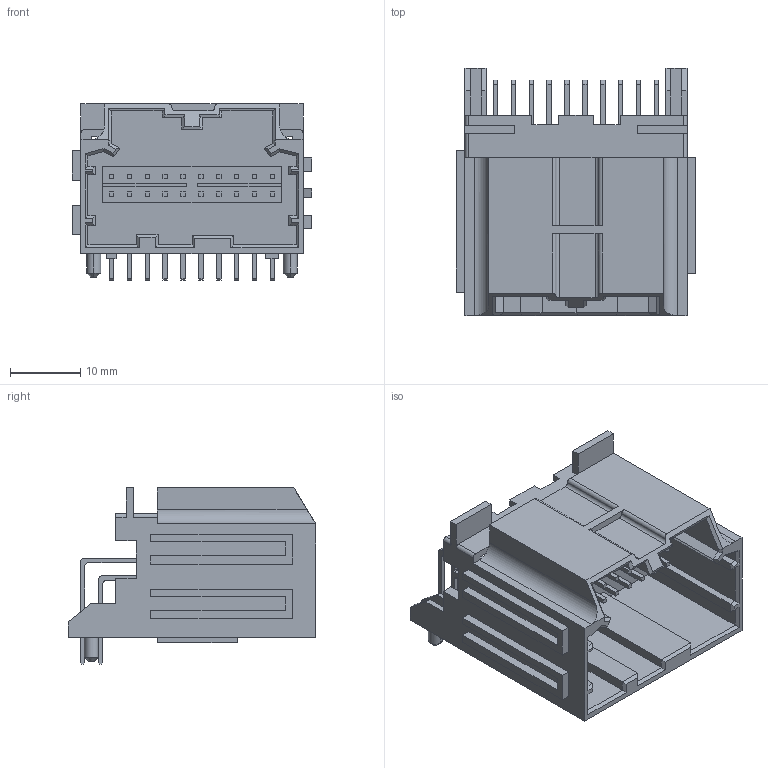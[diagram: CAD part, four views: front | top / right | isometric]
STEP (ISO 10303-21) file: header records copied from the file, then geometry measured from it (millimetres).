
FILE_DESCRIPTION (( 'STEP AP214' ), '1' );
FILE_NAME ('CONN-TH_346910200.step', '2022-08-03T16:47:37', ( '' ), ( '' ), 'SwSTEP 2.0', 'SolidWorks 2020', '' );
FILE_SCHEMA (( 'AUTOMOTIVE_DESIGN' ));
Length unit declared in the file: millimetre
Products named in the file (1): CONN-TH_346910200
Bounding box: 34.03 x 35.17 x 25.06 mm (x, y, z)
Volume: 6530.3 mm3; surface area: 8719.4 mm2
Topology: 14 solids, 14 shells, 853 faces, 2272 edges, 1498 vertices
Faces by surface type: plane 677, bspline 114, cylinder 58, cone 4
Entity records: 32838 total; most frequent: CARTESIAN_POINT 7004, ORIENTED_EDGE 4544, DIRECTION 3634, EDGE_CURVE 2272, VECTOR 1914, LINE 1914, VERTEX_POINT 1498, EDGE_LOOP 920
